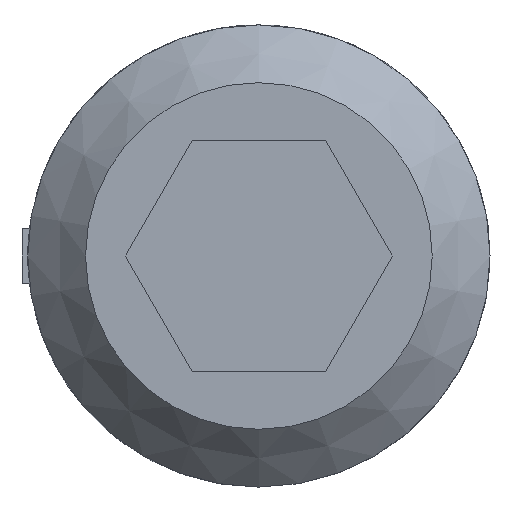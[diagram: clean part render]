
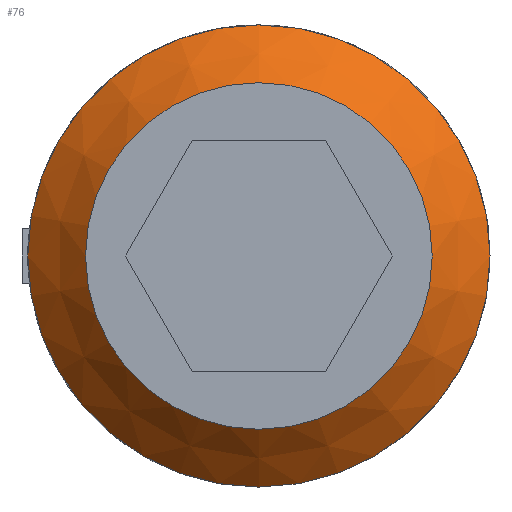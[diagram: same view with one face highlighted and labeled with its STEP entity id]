
A CAD part, left-side view. The second image highlights one B-rep face of the part: STEP entity #76.
In plain terms, the highlighted conical face has half-angle 45 degrees and reference radius 3 mm.
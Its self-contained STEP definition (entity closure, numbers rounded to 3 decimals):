
#76 = ADVANCED_FACE( '', ( #165, #166 ), #167, .T. );
#165 = FACE_OUTER_BOUND( '', #270, .T. );
#166 = FACE_BOUND( '', #271, .T. );
#167 = CONICAL_SURFACE( '', #272, 3., 0.785 );
#270 = EDGE_LOOP( '', ( #429 ) );
#271 = EDGE_LOOP( '', ( #430 ) );
#272 = AXIS2_PLACEMENT_3D( '', #431, #432, #433 );
#429 = ORIENTED_EDGE( '', *, *, #630, .F. );
#430 = ORIENTED_EDGE( '', *, *, #632, .T. );
#431 = CARTESIAN_POINT( '', ( 0., 0., 0. ) );
#432 = DIRECTION( '', ( 1., 0., 0. ) );
#433 = DIRECTION( '', ( 0., 0., -1. ) );
#630 = EDGE_CURVE( '', #754, #754, #755, .T. );
#632 = EDGE_CURVE( '', #757, #757, #758, .T. );
#754 = VERTEX_POINT( '', #928 );
#755 = CIRCLE( '', #929, 4. );
#757 = VERTEX_POINT( '', #931 );
#758 = CIRCLE( '', #932, 3. );
#928 = CARTESIAN_POINT( '', ( 1., 0., -4. ) );
#929 = AXIS2_PLACEMENT_3D( '', #1048, #1049, #1050 );
#931 = CARTESIAN_POINT( '', ( 0., 0., -3. ) );
#932 = AXIS2_PLACEMENT_3D( '', #1051, #1052, #1053 );
#1048 = CARTESIAN_POINT( '', ( 1., 0., 0. ) );
#1049 = DIRECTION( '', ( 1., 0., 0. ) );
#1050 = DIRECTION( '', ( 0., 0., -1. ) );
#1051 = CARTESIAN_POINT( '', ( 0., 0., 0. ) );
#1052 = DIRECTION( '', ( 1., 0., 0. ) );
#1053 = DIRECTION( '', ( 0., 0., -1. ) );
